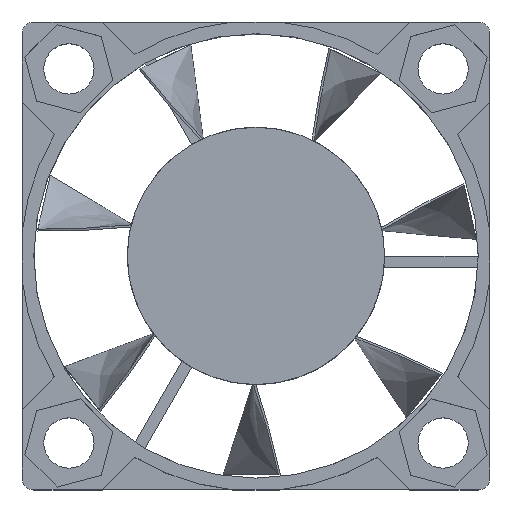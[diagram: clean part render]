
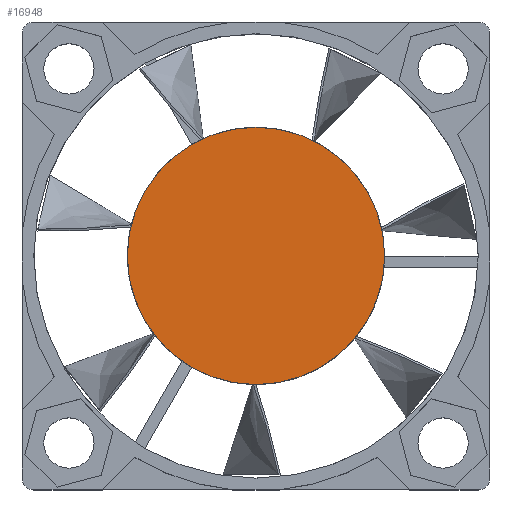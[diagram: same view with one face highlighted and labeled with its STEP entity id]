
A CAD part, top view. The second image highlights one B-rep face of the part: STEP entity #16948.
In plain terms, the highlighted planar face has unit normal (0, 0, 1).
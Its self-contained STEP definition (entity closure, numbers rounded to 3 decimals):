
#608 = CYLINDRICAL_SURFACE('',#609,11.);
#609 = AXIS2_PLACEMENT_3D('',#610,#611,#612);
#610 = CARTESIAN_POINT('',(0.,0.,1.8));
#611 = DIRECTION('',(-0.,-0.,-1.));
#612 = DIRECTION('',(1.,0.,0.));
#2869 = VERTEX_POINT('',#2870);
#2870 = CARTESIAN_POINT('',(11.,0.,10.));
#2948 = EDGE_CURVE('',#2869,#2869,#2949,.T.);
#2949 = SURFACE_CURVE('',#2950,(#2955,#2962),.PCURVE_S1.);
#2950 = CIRCLE('',#2951,11.);
#2951 = AXIS2_PLACEMENT_3D('',#2952,#2953,#2954);
#2952 = CARTESIAN_POINT('',(0.,0.,10.));
#2953 = DIRECTION('',(0.,0.,1.));
#2954 = DIRECTION('',(1.,0.,0.));
#2955 = PCURVE('',#608,#2956);
#2956 = DEFINITIONAL_REPRESENTATION('',(#2957),#2961);
#2957 = LINE('',#2958,#2959);
#2958 = CARTESIAN_POINT('',(-0.,-8.2));
#2959 = VECTOR('',#2960,1.);
#2960 = DIRECTION('',(-1.,0.));
#2961 = ( GEOMETRIC_REPRESENTATION_CONTEXT(2) 
PARAMETRIC_REPRESENTATION_CONTEXT() REPRESENTATION_CONTEXT('2D SPACE',''
  ) );
#2962 = PCURVE('',#2963,#2968);
#2963 = PLANE('',#2964);
#2964 = AXIS2_PLACEMENT_3D('',#2965,#2966,#2967);
#2965 = CARTESIAN_POINT('',(11.,0.,10.));
#2966 = DIRECTION('',(0.,0.,-1.));
#2967 = DIRECTION('',(-1.,0.,0.));
#2968 = DEFINITIONAL_REPRESENTATION('',(#2969),#2977);
#2969 = ( BOUNDED_CURVE() B_SPLINE_CURVE(2,(#2970,#2971,#2972,#2973,
#2974,#2975,#2976),.UNSPECIFIED.,.F.,.F.) B_SPLINE_CURVE_WITH_KNOTS((1,2
    ,2,2,2,1),(-2.094,0.,2.094,4.189,
6.283,8.378),.UNSPECIFIED.) CURVE() 
GEOMETRIC_REPRESENTATION_ITEM() RATIONAL_B_SPLINE_CURVE((1.,0.5,1.,0.5,
1.,0.5,1.)) REPRESENTATION_ITEM('') );
#2970 = CARTESIAN_POINT('',(0.,0.));
#2971 = CARTESIAN_POINT('',(0.,19.053));
#2972 = CARTESIAN_POINT('',(16.5,9.526));
#2973 = CARTESIAN_POINT('',(33.,0.));
#2974 = CARTESIAN_POINT('',(16.5,-9.526));
#2975 = CARTESIAN_POINT('',(0.,-19.053));
#2976 = CARTESIAN_POINT('',(0.,0.));
#2977 = ( GEOMETRIC_REPRESENTATION_CONTEXT(2) 
PARAMETRIC_REPRESENTATION_CONTEXT() REPRESENTATION_CONTEXT('2D SPACE',''
  ) );
#16948 = ADVANCED_FACE('',(#16949),#2963,.F.);
#16949 = FACE_BOUND('',#16950,.T.);
#16950 = EDGE_LOOP('',(#16951));
#16951 = ORIENTED_EDGE('',*,*,#2948,.T.);
